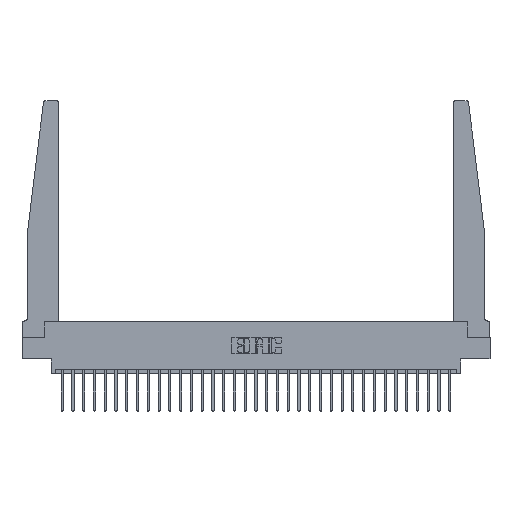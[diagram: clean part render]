
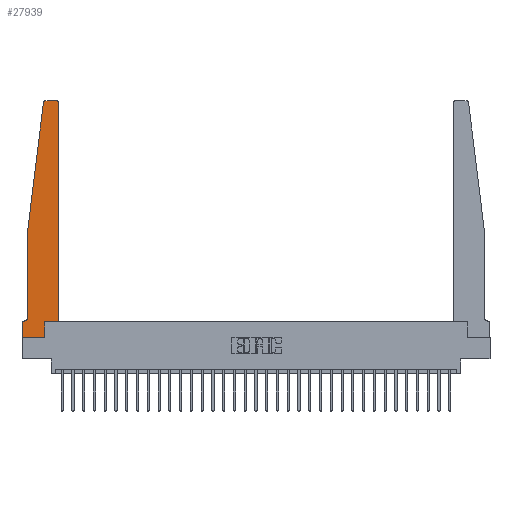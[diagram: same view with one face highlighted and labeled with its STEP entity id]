
A CAD part, top view. The second image highlights one B-rep face of the part: STEP entity #27939.
In plain terms, the highlighted planar face has unit normal (0, 0, 1).
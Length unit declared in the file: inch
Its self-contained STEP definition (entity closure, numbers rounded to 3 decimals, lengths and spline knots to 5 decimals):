
#111 = PLANE ( 'NONE',  #16031 ) ;
#552 = DIRECTION ( 'NONE',  ( 1., 0., 0. ) ) ;
#868 = VECTOR ( 'NONE', #11511, 39.37008 ) ;
#873 = CARTESIAN_POINT ( 'NONE',  ( 0.24675, 2.72367, 0.37 ) ) ;
#1494 = EDGE_CURVE ( 'NONE', #24866, #8003, #6153, .T. ) ;
#1748 = VECTOR ( 'NONE', #27735, 39.37008 ) ;
#1783 = VERTEX_POINT ( 'NONE', #873 ) ;
#2003 = DIRECTION ( 'NONE',  ( -1., 0., 0. ) ) ;
#2095 = ORIENTED_EDGE ( 'NONE', *, *, #1494, .T. ) ;
#2311 = VECTOR ( 'NONE', #12378, 39.37008 ) ;
#2502 = VERTEX_POINT ( 'NONE', #21771 ) ;
#2714 = EDGE_CURVE ( 'NONE', #18740, #2502, #27674, .T. ) ;
#2846 = CARTESIAN_POINT ( 'NONE',  ( 0., 0.1875, 0.37 ) ) ;
#3203 = EDGE_CURVE ( 'NONE', #27877, #10163, #16211, .T. ) ;
#3264 = EDGE_CURVE ( 'NONE', #10163, #15230, #9790, .T. ) ;
#3572 = CARTESIAN_POINT ( 'NONE',  ( 0., 0., 0.37 ) ) ;
#3785 = VECTOR ( 'NONE', #13765, 39.37008 ) ;
#3954 = CARTESIAN_POINT ( 'NONE',  ( 0.425, 0.18, 0.37 ) ) ;
#4219 = DIRECTION ( 'NONE',  ( 1., 0., 0. ) ) ;
#4372 = CARTESIAN_POINT ( 'NONE',  ( 0.065, 1.25, 0.37 ) ) ;
#4515 = CARTESIAN_POINT ( 'NONE',  ( 0., 0., 0.37 ) ) ;
#6153 = LINE ( 'NONE', #15490, #17432 ) ;
#6599 = AXIS2_PLACEMENT_3D ( 'NONE', #23103, #28262, #20832 ) ;
#6658 = LINE ( 'NONE', #15702, #27418 ) ;
#6751 = CARTESIAN_POINT ( 'NONE',  ( 0.395, 2.72, 0.37 ) ) ;
#6891 = LINE ( 'NONE', #7344, #9415 ) ;
#7028 = ORIENTED_EDGE ( 'NONE', *, *, #18817, .T. ) ;
#7344 = CARTESIAN_POINT ( 'NONE',  ( 0.065, 0.1875, 0.37 ) ) ;
#8003 = VERTEX_POINT ( 'NONE', #3572 ) ;
#8373 = CARTESIAN_POINT ( 'NONE',  ( 0.2605, 0.18, 0.37 ) ) ;
#8453 = VECTOR ( 'NONE', #4219, 39.37008 ) ;
#9031 = VERTEX_POINT ( 'NONE', #9160 ) ;
#9160 = CARTESIAN_POINT ( 'NONE',  ( 0.065, 0.2375, 0.37 ) ) ;
#9365 = DIRECTION ( 'NONE',  ( 1., 0., 0. ) ) ;
#9415 = VECTOR ( 'NONE', #2003, 39.37008 ) ;
#9790 = LINE ( 'NONE', #3954, #2311 ) ;
#9933 = EDGE_CURVE ( 'NONE', #14882, #24866, #6891, .T. ) ;
#10163 = VERTEX_POINT ( 'NONE', #24288 ) ;
#10849 = EDGE_CURVE ( 'NONE', #8003, #15657, #11722, .T. ) ;
#11511 = DIRECTION ( 'NONE',  ( -1., 0., 0. ) ) ;
#11722 = LINE ( 'NONE', #4515, #8453 ) ;
#11906 = FACE_OUTER_BOUND ( 'NONE', #18366, .T. ) ;
#12378 = DIRECTION ( 'NONE',  ( 0., 1., 0. ) ) ;
#12692 = CARTESIAN_POINT ( 'NONE',  ( 0.015, 0.2375, 0.37 ) ) ;
#12945 = ORIENTED_EDGE ( 'NONE', *, *, #28898, .T. ) ;
#13152 = DIRECTION ( 'NONE',  ( -1., 0., 0. ) ) ;
#13167 = AXIS2_PLACEMENT_3D ( 'NONE', #6751, #18546, #9365 ) ;
#13616 = CARTESIAN_POINT ( 'NONE',  ( 0.425, 0.18, 0.37 ) ) ;
#13765 = DIRECTION ( 'NONE',  ( 1., 0., 0. ) ) ;
#14009 = LINE ( 'NONE', #4372, #1748 ) ;
#14444 = ORIENTED_EDGE ( 'NONE', *, *, #10849, .T. ) ;
#14457 = EDGE_CURVE ( 'NONE', #2502, #1783, #24655, .T. ) ;
#14882 = VERTEX_POINT ( 'NONE', #19254 ) ;
#15109 = EDGE_CURVE ( 'NONE', #29367, #9031, #14009, .T. ) ;
#15227 = ORIENTED_EDGE ( 'NONE', *, *, #3203, .T. ) ;
#15230 = VERTEX_POINT ( 'NONE', #25764 ) ;
#15490 = CARTESIAN_POINT ( 'NONE',  ( 0., 0., 0.37 ) ) ;
#15657 = VERTEX_POINT ( 'NONE', #27703 ) ;
#15702 = CARTESIAN_POINT ( 'NONE',  ( 0.065, 1.25, 0.37 ) ) ;
#16031 = AXIS2_PLACEMENT_3D ( 'NONE', #2846, #19094, #552 ) ;
#16211 = LINE ( 'NONE', #13616, #3785 ) ;
#16251 = CARTESIAN_POINT ( 'NONE',  ( 0.25, 2.75, 0.37 ) ) ;
#17432 = VECTOR ( 'NONE', #24790, 39.37008 ) ;
#17727 = LINE ( 'NONE', #8373, #22679 ) ;
#17835 = ORIENTED_EDGE ( 'NONE', *, *, #3264, .T. ) ;
#17859 = CARTESIAN_POINT ( 'NONE',  ( 0.065, 1.25, 0.37 ) ) ;
#17900 = DIRECTION ( 'NONE',  ( 0., 0., -1. ) ) ;
#18189 = CARTESIAN_POINT ( 'NONE',  ( 0.2605, 0.18, 0.37 ) ) ;
#18366 = EDGE_LOOP ( 'NONE', ( #25886, #23386, #26546, #19470, #12945, #20806, #2095, #14444, #7028, #15227, #17835, #25224 ) ) ;
#18546 = DIRECTION ( 'NONE',  ( 0., 0., 1. ) ) ;
#18740 = VERTEX_POINT ( 'NONE', #26106 ) ;
#18817 = EDGE_CURVE ( 'NONE', #15657, #27877, #17727, .T. ) ;
#19094 = DIRECTION ( 'NONE',  ( 0., 0., 1. ) ) ;
#19254 = CARTESIAN_POINT ( 'NONE',  ( 0.015, 0.1875, 0.37 ) ) ;
#19470 = ORIENTED_EDGE ( 'NONE', *, *, #15109, .T. ) ;
#20312 = DIRECTION ( 'NONE',  ( 0., 1., 0. ) ) ;
#20806 = ORIENTED_EDGE ( 'NONE', *, *, #9933, .T. ) ;
#20832 = DIRECTION ( 'NONE',  ( 1., 0., 0. ) ) ;
#21224 = EDGE_CURVE ( 'NONE', #15230, #18740, #22411, .T. ) ;
#21698 = CIRCLE ( 'NONE', #27999, 0.05 ) ;
#21771 = CARTESIAN_POINT ( 'NONE',  ( 0.27653, 2.75, 0.37 ) ) ;
#22411 = CIRCLE ( 'NONE', #13167, 0.03 ) ;
#22679 = VECTOR ( 'NONE', #20312, 39.37008 ) ;
#22768 = CARTESIAN_POINT ( 'NONE',  ( 0., 0.1875, 0.37 ) ) ;
#23103 = CARTESIAN_POINT ( 'NONE',  ( 0.27653, 2.72, 0.37 ) ) ;
#23386 = ORIENTED_EDGE ( 'NONE', *, *, #14457, .T. ) ;
#24288 = CARTESIAN_POINT ( 'NONE',  ( 0.425, 0.18, 0.37 ) ) ;
#24655 = CIRCLE ( 'NONE', #6599, 0.03 ) ;
#24790 = DIRECTION ( 'NONE',  ( 0., -1., 0. ) ) ;
#24866 = VERTEX_POINT ( 'NONE', #22768 ) ;
#25224 = ORIENTED_EDGE ( 'NONE', *, *, #21224, .T. ) ;
#25764 = CARTESIAN_POINT ( 'NONE',  ( 0.425, 2.72, 0.37 ) ) ;
#25886 = ORIENTED_EDGE ( 'NONE', *, *, #2714, .T. ) ;
#26106 = CARTESIAN_POINT ( 'NONE',  ( 0.395, 2.75, 0.37 ) ) ;
#26546 = ORIENTED_EDGE ( 'NONE', *, *, #29487, .T. ) ;
#27418 = VECTOR ( 'NONE', #28351, 39.37008 ) ;
#27674 = LINE ( 'NONE', #16251, #868 ) ;
#27703 = CARTESIAN_POINT ( 'NONE',  ( 0.2605, 0., 0.37 ) ) ;
#27735 = DIRECTION ( 'NONE',  ( 0., -1., 0. ) ) ;
#27877 = VERTEX_POINT ( 'NONE', #18189 ) ;
#27939 = ADVANCED_FACE ( 'NONE', ( #11906 ), #111, .T. ) ;
#27999 = AXIS2_PLACEMENT_3D ( 'NONE', #12692, #17900, #13152 ) ;
#28262 = DIRECTION ( 'NONE',  ( 0., 0., 1. ) ) ;
#28351 = DIRECTION ( 'NONE',  ( -0.122, -0.992, 0. ) ) ;
#28898 = EDGE_CURVE ( 'NONE', #9031, #14882, #21698, .T. ) ;
#29367 = VERTEX_POINT ( 'NONE', #17859 ) ;
#29487 = EDGE_CURVE ( 'NONE', #1783, #29367, #6658, .T. ) ;
